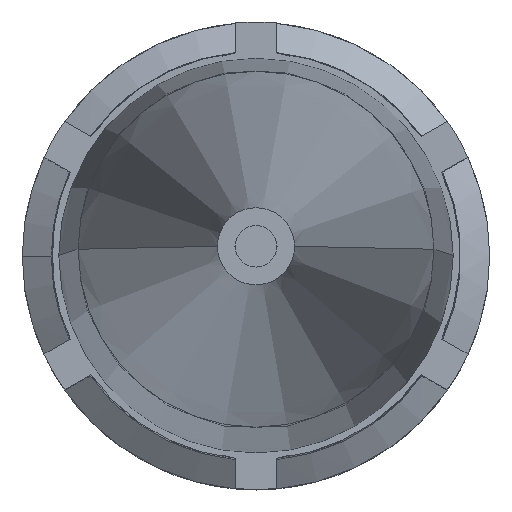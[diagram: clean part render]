
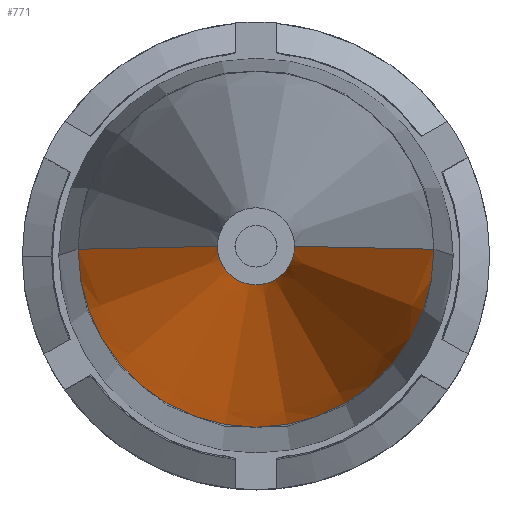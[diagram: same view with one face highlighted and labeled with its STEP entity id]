
A CAD part, top view. The second image highlights one B-rep face of the part: STEP entity #771.
In plain terms, the highlighted conical face has half-angle 4.781 degrees and reference radius 0.65 mm.
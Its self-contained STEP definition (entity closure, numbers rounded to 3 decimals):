
#2 = VERTEX_POINT ( 'NONE', #784 ) ;
#58 = CARTESIAN_POINT ( 'NONE',  ( 0., 0., -28.1 ) ) ;
#69 = ORIENTED_EDGE ( 'NONE', *, *, #1184, .T. ) ;
#108 = VECTOR ( 'NONE', #1393, 1000. ) ;
#120 = EDGE_CURVE ( 'NONE', #1551, #1328, #1522, .T. ) ;
#123 = CONICAL_SURFACE ( 'NONE', #1508, 0.65, 0.083 ) ;
#137 = DIRECTION ( 'NONE',  ( 0.083, 0., -0.997 ) ) ;
#143 = CARTESIAN_POINT ( 'NONE',  ( 0., 0., 0. ) ) ;
#212 = VERTEX_POINT ( 'NONE', #1538 ) ;
#296 = DIRECTION ( 'NONE',  ( -1., 0., 0. ) ) ;
#298 = CARTESIAN_POINT ( 'NONE',  ( -0.65, 0., 0. ) ) ;
#299 = CIRCLE ( 'NONE', #1209, 3. ) ;
#363 = CARTESIAN_POINT ( 'NONE',  ( 0.65, 0., 0. ) ) ;
#427 = CARTESIAN_POINT ( 'NONE',  ( -3., 0., -28.1 ) ) ;
#444 = DIRECTION ( 'NONE',  ( 0., 0., 1. ) ) ;
#539 = DIRECTION ( 'NONE',  ( 0., 1., 0. ) ) ;
#547 = VECTOR ( 'NONE', #137, 1000. ) ;
#637 = CIRCLE ( 'NONE', #712, 0.65 ) ;
#666 = CARTESIAN_POINT ( 'NONE',  ( -0.65, 0., 0. ) ) ;
#712 = AXIS2_PLACEMENT_3D ( 'NONE', #1258, #444, #296 ) ;
#729 = DIRECTION ( 'NONE',  ( 0., 0., -1. ) ) ;
#771 = ADVANCED_FACE ( 'NONE', ( #997 ), #123, .T. ) ;
#784 = CARTESIAN_POINT ( 'NONE',  ( 3., 0., -28.1 ) ) ;
#816 = EDGE_CURVE ( 'NONE', #212, #2, #1244, .T. ) ;
#948 = EDGE_CURVE ( 'NONE', #1551, #212, #637, .T. ) ;
#997 = FACE_OUTER_BOUND ( 'NONE', #1170, .T. ) ;
#1110 = DIRECTION ( 'NONE',  ( -1., 0., 0. ) ) ;
#1170 = EDGE_LOOP ( 'NONE', ( #1591, #1426, #1236, #69 ) ) ;
#1184 = EDGE_CURVE ( 'NONE', #1328, #2, #299, .T. ) ;
#1209 = AXIS2_PLACEMENT_3D ( 'NONE', #58, #1546, #539 ) ;
#1236 = ORIENTED_EDGE ( 'NONE', *, *, #120, .T. ) ;
#1244 = LINE ( 'NONE', #363, #547 ) ;
#1258 = CARTESIAN_POINT ( 'NONE',  ( 0., 0., 0. ) ) ;
#1328 = VERTEX_POINT ( 'NONE', #427 ) ;
#1393 = DIRECTION ( 'NONE',  ( -0.083, 0., -0.997 ) ) ;
#1426 = ORIENTED_EDGE ( 'NONE', *, *, #948, .F. ) ;
#1508 = AXIS2_PLACEMENT_3D ( 'NONE', #143, #729, #1110 ) ;
#1522 = LINE ( 'NONE', #666, #108 ) ;
#1538 = CARTESIAN_POINT ( 'NONE',  ( 0.65, 0., 0. ) ) ;
#1546 = DIRECTION ( 'NONE',  ( 0., 0., 1. ) ) ;
#1551 = VERTEX_POINT ( 'NONE', #298 ) ;
#1591 = ORIENTED_EDGE ( 'NONE', *, *, #816, .F. ) ;
